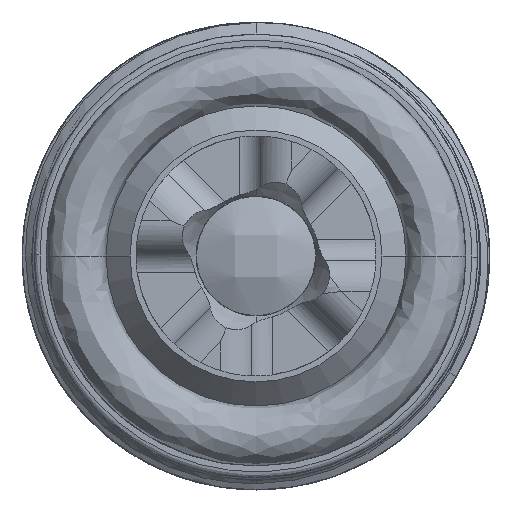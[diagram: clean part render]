
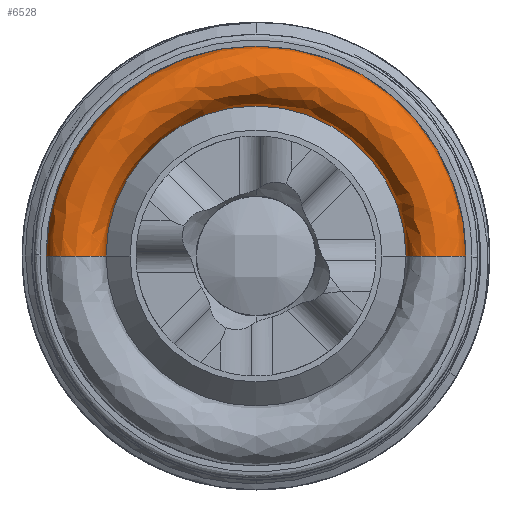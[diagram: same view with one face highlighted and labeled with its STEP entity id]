
A CAD part, front view. The second image highlights one B-rep face of the part: STEP entity #6528.
In plain terms, the highlighted free-form (B-spline) face has degree [3, 3] with [4, 4] control points.
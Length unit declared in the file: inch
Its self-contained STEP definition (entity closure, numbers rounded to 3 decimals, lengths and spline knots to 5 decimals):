
#386 = CIRCLE ( 'NONE', #1797, 0.49213 ) ;
#1797 = AXIS2_PLACEMENT_3D ( 'NONE', #11131, #24478, #16840 ) ;
#1841 = DIRECTION ( 'NONE',  ( -1., 0., 0. ) ) ;
#2163 = CARTESIAN_POINT ( 'NONE',  ( 0.49213, 0., 0. ) ) ;
#2594 = DIRECTION ( 'NONE',  ( -1., 0., 0. ) ) ;
#4035 = EDGE_CURVE ( 'NONE', #22315, #40186, #39530, .T. ) ;
#4158 = EDGE_CURVE ( 'NONE', #29801, #8149, #386, .T. ) ;
#4452 = CARTESIAN_POINT ( 'NONE',  ( -0.59055, 0., 0. ) ) ;
#5026 = CARTESIAN_POINT ( 'NONE',  ( 0.68898, 1.37795, 0. ) ) ;
#5277 = ORIENTED_EDGE ( 'NONE', *, *, #4035, .T. ) ;
#5426 = ORIENTED_EDGE ( 'NONE', *, *, #15111, .T. ) ;
#5677 = CARTESIAN_POINT ( 'NONE',  ( 0.49213, 0.98425, 0.19685 ) ) ;
#6459 = ORIENTED_EDGE ( 'NONE', *, *, #24978, .F. ) ;
#6528 = ADVANCED_FACE ( 'NONE', ( #15350 ), #10695, .T. ) ;
#8035 = CARTESIAN_POINT ( 'NONE',  ( -0.68898, 0., 0. ) ) ;
#8149 = VERTEX_POINT ( 'NONE', #41201 ) ;
#9453 = EDGE_LOOP ( 'NONE', ( #23763, #5426, #5277, #6459 ) ) ;
#10057 = AXIS2_PLACEMENT_3D ( 'NONE', #19224, #12248, #22728 ) ;
#10695 =( BOUNDED_SURFACE ( )  B_SPLINE_SURFACE ( 3, 3, ( 
 ( #2163, #28279, #25648, #12080 ),
 ( #18414, #5677, #19054, #32649 ),
 ( #25202, #42235, #29145, #41593 ),
 ( #38340, #5026, #21700, #15784 ) ),
 .UNSPECIFIED., .F., .F., .T. ) 
 B_SPLINE_SURFACE_WITH_KNOTS ( ( 4, 4 ),
 ( 4, 4 ),
 ( 0., 1. ),
 ( 0., 1. ),
 .UNSPECIFIED. ) 
 GEOMETRIC_REPRESENTATION_ITEM ( )  RATIONAL_B_SPLINE_SURFACE ( (
 ( 1., 0.333, 0.333, 1.),
 ( 0.333, 0.111, 0.111, 0.333),
 ( 0.333, 0.111, 0.111, 0.333),
 ( 1., 0.333, 0.333, 1.) ) ) 
 REPRESENTATION_ITEM ( '' )  SURFACE ( )  );
#11131 = CARTESIAN_POINT ( 'NONE',  ( 0., 0., 0. ) ) ;
#12080 = CARTESIAN_POINT ( 'NONE',  ( -0.49213, 0., 0. ) ) ;
#12248 = DIRECTION ( 'NONE',  ( 0., 1., 0. ) ) ;
#15111 = EDGE_CURVE ( 'NONE', #29801, #22315, #35204, .T. ) ;
#15350 = FACE_OUTER_BOUND ( 'NONE', #9453, .T. ) ;
#15784 = CARTESIAN_POINT ( 'NONE',  ( -0.68898, 0., 0. ) ) ;
#16840 = DIRECTION ( 'NONE',  ( -1., 0., 0. ) ) ;
#18414 = CARTESIAN_POINT ( 'NONE',  ( 0.49213, 0., 0.19685 ) ) ;
#19054 = CARTESIAN_POINT ( 'NONE',  ( -0.49213, 0.98425, 0.19685 ) ) ;
#19218 = CARTESIAN_POINT ( 'NONE',  ( 0.68898, 0., 0. ) ) ;
#19224 = CARTESIAN_POINT ( 'NONE',  ( 0.59055, 0., 0. ) ) ;
#21356 = DIRECTION ( 'NONE',  ( 0., -1., 0. ) ) ;
#21700 = CARTESIAN_POINT ( 'NONE',  ( -0.68898, 1.37795, 0. ) ) ;
#22315 = VERTEX_POINT ( 'NONE', #19218 ) ;
#22728 = DIRECTION ( 'NONE',  ( 1., 0., 0. ) ) ;
#23763 = ORIENTED_EDGE ( 'NONE', *, *, #4158, .F. ) ;
#24478 = DIRECTION ( 'NONE',  ( 0., 0., 1. ) ) ;
#24978 = EDGE_CURVE ( 'NONE', #8149, #40186, #29101, .T. ) ;
#25202 = CARTESIAN_POINT ( 'NONE',  ( 0.68898, 0., 0.19685 ) ) ;
#25648 = CARTESIAN_POINT ( 'NONE',  ( -0.49213, 0.98425, 0. ) ) ;
#26066 = CARTESIAN_POINT ( 'NONE',  ( 0., 0., 0. ) ) ;
#28279 = CARTESIAN_POINT ( 'NONE',  ( 0.49213, 0.98425, 0. ) ) ;
#28347 = CARTESIAN_POINT ( 'NONE',  ( 0.49213, 0., 0. ) ) ;
#29101 = CIRCLE ( 'NONE', #36833, 0.09843 ) ;
#29145 = CARTESIAN_POINT ( 'NONE',  ( -0.68898, 1.37795, 0.19685 ) ) ;
#29801 = VERTEX_POINT ( 'NONE', #28347 ) ;
#32649 = CARTESIAN_POINT ( 'NONE',  ( -0.49213, 0., 0.19685 ) ) ;
#35204 = CIRCLE ( 'NONE', #10057, 0.09843 ) ;
#36833 = AXIS2_PLACEMENT_3D ( 'NONE', #4452, #21356, #1841 ) ;
#38340 = CARTESIAN_POINT ( 'NONE',  ( 0.68898, 0., 0. ) ) ;
#39530 = CIRCLE ( 'NONE', #43016, 0.68898 ) ;
#40186 = VERTEX_POINT ( 'NONE', #8035 ) ;
#41201 = CARTESIAN_POINT ( 'NONE',  ( -0.49213, 0., 0. ) ) ;
#41593 = CARTESIAN_POINT ( 'NONE',  ( -0.68898, 0., 0.19685 ) ) ;
#42235 = CARTESIAN_POINT ( 'NONE',  ( 0.68898, 1.37795, 0.19685 ) ) ;
#42643 = DIRECTION ( 'NONE',  ( 0., 0., 1. ) ) ;
#43016 = AXIS2_PLACEMENT_3D ( 'NONE', #26066, #42643, #2594 ) ;
